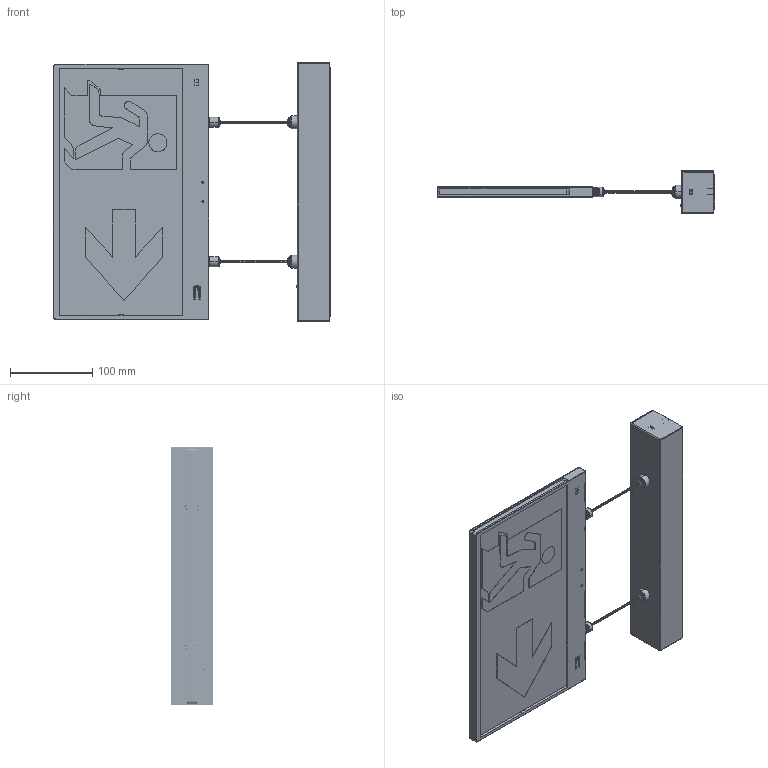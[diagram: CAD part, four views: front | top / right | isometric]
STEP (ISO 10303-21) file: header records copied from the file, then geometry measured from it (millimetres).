
FILE_DESCRIPTION((''),'2;1');
FILE_NAME('RSM_ASM_ASM','2025-09-18T08:41:58',('chuncheng.yin'),(''),'CREO PARAMETRIC BY PTC INC, 2024401','CREO PARAMETRIC BY PTC INC, 2024401','');
FILE_SCHEMA(('CONFIG_CONTROL_DESIGN'));
Products named in the file (1): RSM_ASM_ASM
Bounding box: 338.05 x 52 x 315.1 mm (x, y, z)
Volume: 962034.5 mm3; surface area: 493906.1 mm2
Topology: 6 solids, 22 shells, 6144 faces, 18026 edges, 12021 vertices
Faces by surface type: plane 4464, bspline 631, cylinder 408, extrusion 333, cone 222, torus 54, sphere 32
Entity records: 247542 total; most frequent: CARTESIAN_POINT 92426, ORIENTED_EDGE 35984, DIRECTION 25857, EDGE_CURVE 17992, VECTOR 13529, LINE 13196, VERTEX_POINT 12021, EDGE_LOOP 6461
